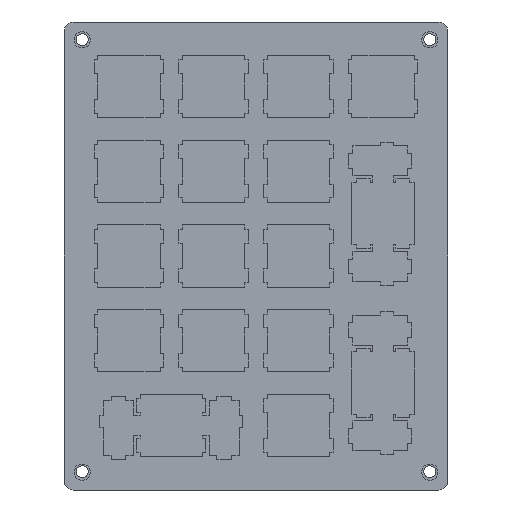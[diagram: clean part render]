
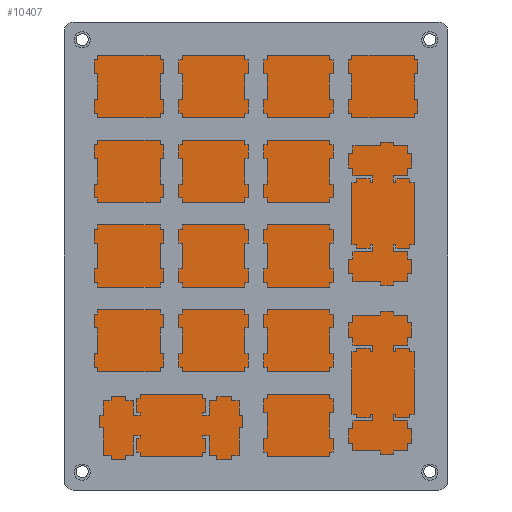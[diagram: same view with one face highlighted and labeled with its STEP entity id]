
A CAD part, front view. The second image highlights one B-rep face of the part: STEP entity #10407.
In plain terms, the highlighted planar face has unit normal (0, -1, 0).
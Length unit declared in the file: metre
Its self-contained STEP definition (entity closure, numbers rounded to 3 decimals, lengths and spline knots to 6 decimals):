
#58=CIRCLE('',#10968,0.003853);
#59=CIRCLE('',#10969,0.003853);
#60=CIRCLE('',#10970,0.003853);
#61=CIRCLE('',#10971,0.003853);
#2994=ORIENTED_EDGE('',*,*,#4471,.F.);
#2995=ORIENTED_EDGE('',*,*,#4482,.T.);
#2996=ORIENTED_EDGE('',*,*,#4475,.T.);
#2997=ORIENTED_EDGE('',*,*,#4483,.T.);
#2998=ORIENTED_EDGE('',*,*,#4478,.T.);
#2999=ORIENTED_EDGE('',*,*,#4484,.T.);
#3000=ORIENTED_EDGE('',*,*,#4480,.F.);
#3001=ORIENTED_EDGE('',*,*,#4485,.T.);
#4471=EDGE_CURVE('',#5462,#5463,#6887,.T.);
#4475=EDGE_CURVE('',#5464,#5465,#6891,.T.);
#4478=EDGE_CURVE('',#5466,#5467,#6894,.T.);
#4480=EDGE_CURVE('',#5468,#5469,#6896,.T.);
#4482=EDGE_CURVE('',#5462,#5464,#58,.F.);
#4483=EDGE_CURVE('',#5465,#5466,#59,.F.);
#4484=EDGE_CURVE('',#5467,#5469,#60,.F.);
#4485=EDGE_CURVE('',#5468,#5463,#61,.F.);
#5462=VERTEX_POINT('',#16405);
#5463=VERTEX_POINT('',#16407);
#5464=VERTEX_POINT('',#16411);
#5465=VERTEX_POINT('',#16413);
#5466=VERTEX_POINT('',#16417);
#5467=VERTEX_POINT('',#16419);
#5468=VERTEX_POINT('',#16423);
#5469=VERTEX_POINT('',#16425);
#6887=LINE('',#16406,#8315);
#6891=LINE('',#16414,#8319);
#6894=LINE('',#16420,#8322);
#6896=LINE('',#16424,#8324);
#8315=VECTOR('',#13448,1.);
#8319=VECTOR('',#13454,1.);
#8322=VECTOR('',#13459,1.);
#8324=VECTOR('',#13463,1.);
#8877=EDGE_LOOP('',(#2994,#2995,#2996,#2997,#2998,#2999,#3000,#3001));
#9433=FACE_BOUND('',#8877,.T.);
#9914=PLANE('',#10967);
#10407=ADVANCED_FACE('',(#9433),#9914,.T.);
#10967=AXIS2_PLACEMENT_3D('',#16427,#13465,#13466);
#10968=AXIS2_PLACEMENT_3D('',#16428,#13467,#13468);
#10969=AXIS2_PLACEMENT_3D('',#16429,#13469,#13470);
#10970=AXIS2_PLACEMENT_3D('',#16430,#13471,#13472);
#10971=AXIS2_PLACEMENT_3D('',#16431,#13473,#13474);
#13448=DIRECTION('',(0.,0.,1.));
#13454=DIRECTION('',(1.,0.,0.));
#13459=DIRECTION('',(0.,0.,1.));
#13463=DIRECTION('',(1.,0.,0.));
#13465=DIRECTION('',(0.,-1.,0.));
#13466=DIRECTION('',(1.,0.,0.));
#13467=DIRECTION('',(0.,-1.,0.));
#13468=DIRECTION('',(0.,0.,-1.));
#13469=DIRECTION('',(0.,-1.,0.));
#13470=DIRECTION('',(0.,0.,-1.));
#13471=DIRECTION('',(0.,-1.,0.));
#13472=DIRECTION('',(0.,0.,-1.));
#13473=DIRECTION('',(0.,-1.,0.));
#13474=DIRECTION('',(0.,0.,-1.));
#16405=CARTESIAN_POINT('',(0.0025,-0.0025,0.007549));
#16406=CARTESIAN_POINT('',(0.0025,-0.0025,0.052563));
#16407=CARTESIAN_POINT('',(0.0025,-0.0025,0.097576));
#16411=CARTESIAN_POINT('',(0.007549,-0.0025,0.0025));
#16413=CARTESIAN_POINT('',(0.078651,-0.0025,0.0025));
#16414=CARTESIAN_POINT('',(0.0431,-0.0025,0.0025));
#16417=CARTESIAN_POINT('',(0.0837,-0.0025,0.007549));
#16419=CARTESIAN_POINT('',(0.0837,-0.0025,0.097576));
#16420=CARTESIAN_POINT('',(0.0837,-0.0025,0.052563));
#16423=CARTESIAN_POINT('',(0.007549,-0.0025,0.102625));
#16424=CARTESIAN_POINT('',(0.0431,-0.0025,0.102625));
#16425=CARTESIAN_POINT('',(0.078651,-0.0025,0.102625));
#16427=CARTESIAN_POINT('',(0.0431,-0.0025,0.052563));
#16428=CARTESIAN_POINT('',(0.004,-0.0025,0.004));
#16429=CARTESIAN_POINT('',(0.0822,-0.0025,0.004));
#16430=CARTESIAN_POINT('',(0.0822,-0.0025,0.101125));
#16431=CARTESIAN_POINT('',(0.004,-0.0025,0.101125));
